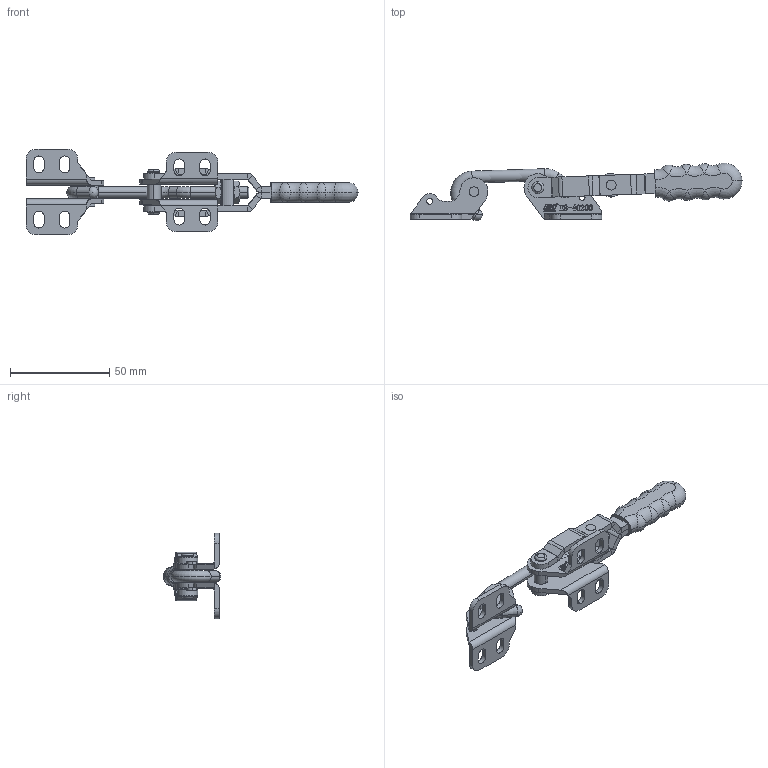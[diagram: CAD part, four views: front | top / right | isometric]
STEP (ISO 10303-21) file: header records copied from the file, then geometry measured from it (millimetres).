
FILE_DESCRIPTION (( 'STEP AP203' ), '1' );
FILE_NAME ('HS-40200 装配体.STEP', '2018-12-07T06:57:32', ( 'PCOS' ), ( '微软中国' ), 'SwSTEP 2.0', 'SolidWorks 2012', '' );
FILE_SCHEMA (( 'CONFIG_CONTROL_DESIGN' ));
Length unit declared in the file: millimetre
Products named in the file (10): HS-40200  蚾饜极; hex thin nuts-grades ab-chamfered gb_GB_FASTENER_NUT_STNAB M6-N; 种粣1; 种粣; 种1; 忒梟; 忒參; 縐釱; 境像; 菁釱
Assembly tree (11 placements, depth 2):
  HS-40200  蚾饜极
    菁釱
    境像
    縐釱
    忒參
    忒梟  x2
    种1
    种粣
    种粣1
    hex thin nuts-grades ab-chamfered gb_GB_FASTENER_NUT_STNAB M6-N  x2
Bounding box: 166.92 x 28.89 x 43 mm (x, y, z)
Volume: 22953.5 mm3; surface area: 18538.6 mm2
Topology: 13 solids, 13 shells, 748 faces, 1910 edges, 1211 vertices
Faces by surface type: plane 368, cylinder 189, bspline 129, torus 30, cone 18, sphere 14
Entity records: 27134 total; most frequent: CARTESIAN_POINT 10237, ORIENTED_EDGE 3458, DIRECTION 2946, EDGE_CURVE 1729, VERTEX_POINT 1115, LINE 1018, VECTOR 1018, AXIS2_PLACEMENT_3D 964
